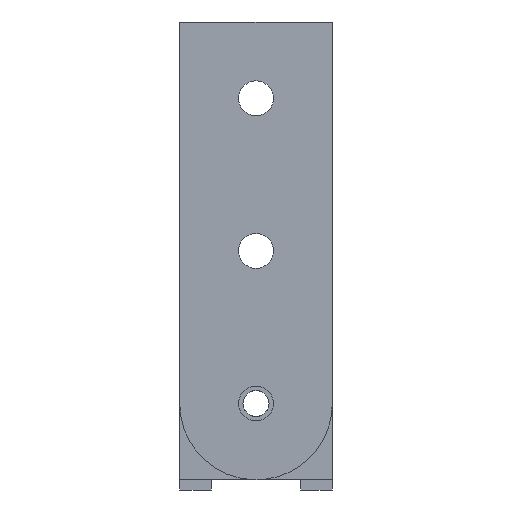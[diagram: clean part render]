
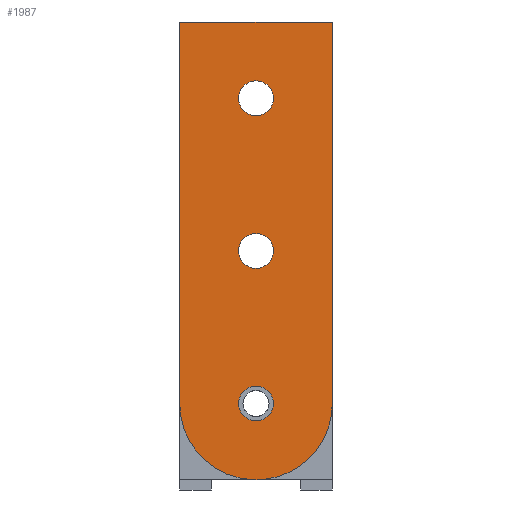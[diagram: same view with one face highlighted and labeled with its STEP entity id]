
A CAD part, left-side view. The second image highlights one B-rep face of the part: STEP entity #1987.
In plain terms, the highlighted planar face has unit normal (-1, 0, 0).
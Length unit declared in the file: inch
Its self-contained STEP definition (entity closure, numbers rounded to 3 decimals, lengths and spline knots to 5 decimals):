
#1588=CARTESIAN_POINT('',(-1.,-0.53033,0.21967));
#1589=VERTEX_POINT('',#1588);
#1605=CARTESIAN_POINT('',(-1.0,-0.75,0.75));
#1606=VERTEX_POINT('',#1605);
#1613=CARTESIAN_POINT('',(-1.0,0.,0.75));
#1614=DIRECTION('',(1.,0.,0.));
#1615=DIRECTION('',(0.,0.707,-0.707));
#1616=AXIS2_PLACEMENT_3D('',#1613,#1614,#1615);
#1617=CIRCLE('',#1616,0.75);
#1618=EDGE_CURVE('',#1606,#1589,#1617,.T.);
#1628=CARTESIAN_POINT('',(-1.0,-0.171,0.75));
#1629=VERTEX_POINT('',#1628);
#1638=CARTESIAN_POINT('',(-1.0,0.171,0.75));
#1639=VERTEX_POINT('',#1638);
#1640=CARTESIAN_POINT('',(-1.0,0.,0.75));
#1641=DIRECTION('',(1.0,0.0,0.0));
#1642=DIRECTION('',(0.0,-1.0,0.0));
#1643=AXIS2_PLACEMENT_3D('',#1640,#1641,#1642);
#1644=CIRCLE('',#1643,0.171);
#1645=EDGE_CURVE('',#1639,#1629,#1644,.T.);
#1670=CARTESIAN_POINT('',(-1.0,-0.171,2.25));
#1671=VERTEX_POINT('',#1670);
#1680=CARTESIAN_POINT('',(-1.0,0.171,2.25));
#1681=VERTEX_POINT('',#1680);
#1682=CARTESIAN_POINT('',(-1.0,0.,2.25));
#1683=DIRECTION('',(1.0,0.0,0.0));
#1684=DIRECTION('',(0.0,-1.0,0.0));
#1685=AXIS2_PLACEMENT_3D('',#1682,#1683,#1684);
#1686=CIRCLE('',#1685,0.171);
#1687=EDGE_CURVE('',#1681,#1671,#1686,.T.);
#1712=CARTESIAN_POINT('',(-1.,-0.171,3.75));
#1713=VERTEX_POINT('',#1712);
#1722=CARTESIAN_POINT('',(-1.,0.171,3.75));
#1723=VERTEX_POINT('',#1722);
#1724=CARTESIAN_POINT('',(-1.,0.,3.75));
#1725=DIRECTION('',(1.0,0.0,0.0));
#1726=DIRECTION('',(0.0,-1.0,0.0));
#1727=AXIS2_PLACEMENT_3D('',#1724,#1725,#1726);
#1728=CIRCLE('',#1727,0.171);
#1729=EDGE_CURVE('',#1723,#1713,#1728,.T.);
#1763=CARTESIAN_POINT('',(-1.,0.,3.75));
#1764=DIRECTION('',(1.0,0.0,0.0));
#1765=DIRECTION('',(0.0,-1.0,0.0));
#1766=AXIS2_PLACEMENT_3D('',#1763,#1764,#1765);
#1767=CIRCLE('',#1766,0.171);
#1768=EDGE_CURVE('',#1713,#1723,#1767,.T.);
#1787=CARTESIAN_POINT('',(-1.0,0.,2.25));
#1788=DIRECTION('',(1.0,0.0,0.0));
#1789=DIRECTION('',(0.0,-1.0,0.0));
#1790=AXIS2_PLACEMENT_3D('',#1787,#1788,#1789);
#1791=CIRCLE('',#1790,0.171);
#1792=EDGE_CURVE('',#1671,#1681,#1791,.T.);
#1811=CARTESIAN_POINT('',(-1.0,0.,0.75));
#1812=DIRECTION('',(1.0,0.0,0.0));
#1813=DIRECTION('',(0.0,-1.0,0.0));
#1814=AXIS2_PLACEMENT_3D('',#1811,#1812,#1813);
#1815=CIRCLE('',#1814,0.171);
#1816=EDGE_CURVE('',#1629,#1639,#1815,.T.);
#1879=CARTESIAN_POINT('',(-1.0,0.75,0.75));
#1880=VERTEX_POINT('',#1879);
#1881=CARTESIAN_POINT('',(-1.0,0.,0.75));
#1882=DIRECTION('',(1.,0.,0.));
#1883=DIRECTION('',(0.,0.707,-0.707));
#1884=AXIS2_PLACEMENT_3D('',#1881,#1882,#1883);
#1885=CIRCLE('',#1884,0.75);
#1886=EDGE_CURVE('',#1589,#1880,#1885,.T.);
#1905=CARTESIAN_POINT('',(-1.,-0.75,4.5));
#1906=VERTEX_POINT('',#1905);
#1913=CARTESIAN_POINT('',(-1.,-0.75,4.5));
#1914=DIRECTION('',(0.0,0.0,-1.0));
#1915=VECTOR('',#1914,3.75);
#1916=LINE('',#1913,#1915);
#1917=EDGE_CURVE('',#1906,#1606,#1916,.T.);
#1928=CARTESIAN_POINT('',(-1.,0.75,4.5));
#1929=VERTEX_POINT('',#1928);
#1930=CARTESIAN_POINT('',(-1.0,0.75,0.75));
#1931=DIRECTION('',(0.0,0.0,1.0));
#1932=VECTOR('',#1931,3.75);
#1933=LINE('',#1930,#1932);
#1934=EDGE_CURVE('',#1880,#1929,#1933,.T.);
#1951=CARTESIAN_POINT('',(-1.,0.75,4.5));
#1952=DIRECTION('',(0.0,-1.0,0.0));
#1953=VECTOR('',#1952,1.5);
#1954=LINE('',#1951,#1953);
#1955=EDGE_CURVE('',#1929,#1906,#1954,.T.);
#1963=CARTESIAN_POINT('',(-1.,-0.75,4.5));
#1964=DIRECTION('',(-1.0,0.0,0.0));
#1965=DIRECTION('',(0.0,1.0,0.0));
#1966=AXIS2_PLACEMENT_3D('',#1963,#1964,#1965);
#1967=PLANE('',#1966);
#1968=ORIENTED_EDGE('',*,*,#1618,.F.);
#1969=ORIENTED_EDGE('',*,*,#1917,.F.);
#1970=ORIENTED_EDGE('',*,*,#1955,.F.);
#1971=ORIENTED_EDGE('',*,*,#1934,.F.);
#1972=ORIENTED_EDGE('',*,*,#1886,.F.);
#1973=EDGE_LOOP('',(#1968,#1969,#1970,#1971,#1972));
#1974=FACE_OUTER_BOUND('',#1973,.T.);
#1975=ORIENTED_EDGE('',*,*,#1768,.T.);
#1976=ORIENTED_EDGE('',*,*,#1729,.T.);
#1977=EDGE_LOOP('',(#1975,#1976));
#1978=FACE_BOUND('',#1977,.T.);
#1979=ORIENTED_EDGE('',*,*,#1792,.T.);
#1980=ORIENTED_EDGE('',*,*,#1687,.T.);
#1981=EDGE_LOOP('',(#1979,#1980));
#1982=FACE_BOUND('',#1981,.T.);
#1983=ORIENTED_EDGE('',*,*,#1816,.T.);
#1984=ORIENTED_EDGE('',*,*,#1645,.T.);
#1985=EDGE_LOOP('',(#1983,#1984));
#1986=FACE_BOUND('',#1985,.T.);
#1987=ADVANCED_FACE('',(#1974,#1978,#1982,#1986),#1967,.T.);
